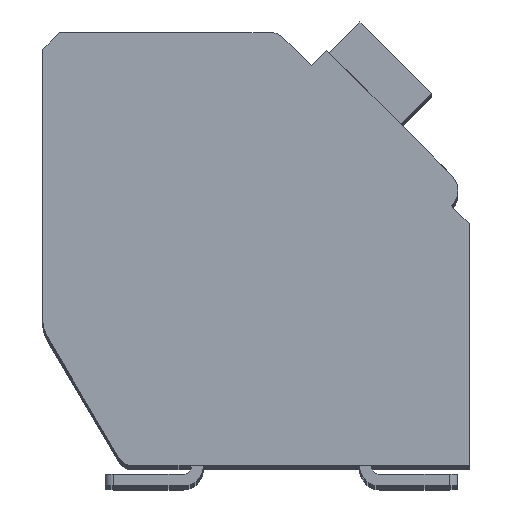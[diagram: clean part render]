
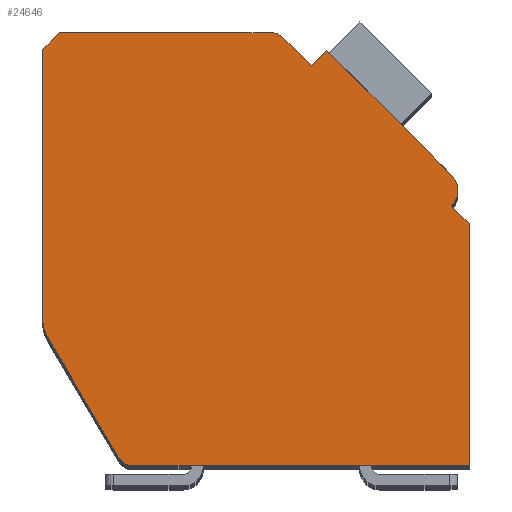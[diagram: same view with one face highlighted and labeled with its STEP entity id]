
A CAD part, top view. The second image highlights one B-rep face of the part: STEP entity #24646.
In plain terms, the highlighted planar face has unit normal (0, 0, 1).
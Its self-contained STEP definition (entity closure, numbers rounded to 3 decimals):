
#499=DIRECTION('',(0.,-1.,0.));
#500=VECTOR('',#499,8.053);
#501=CARTESIAN_POINT('',(-12.7,12.4,2.1));
#502=LINE('',#501,#500);
#503=DIRECTION('',(-0.707,-0.707,0.));
#504=VECTOR('',#503,0.707);
#505=CARTESIAN_POINT('',(-12.2,12.9,2.1));
#506=LINE('',#505,#504);
#507=DIRECTION('',(-1.,0.,0.));
#508=VECTOR('',#507,6.298);
#509=CARTESIAN_POINT('',(-5.902,12.9,2.1));
#510=LINE('',#509,#508);
#511=CARTESIAN_POINT('',(-5.902,12.4,2.1));
#512=DIRECTION('',(0.,0.,1.));
#513=DIRECTION('',(0.707,0.707,0.));
#514=AXIS2_PLACEMENT_3D('',#511,#512,#513);
#516=DIRECTION('',(-0.707,0.707,0.));
#517=VECTOR('',#516,1.197);
#518=CARTESIAN_POINT('',(-4.702,11.907,2.1));
#519=LINE('',#518,#517);
#520=DIRECTION('',(-0.707,-0.707,0.));
#521=VECTOR('',#520,0.65);
#522=CARTESIAN_POINT('',(-4.243,12.367,2.1));
#523=LINE('',#522,#521);
#524=DIRECTION('',(-0.707,0.707,0.));
#525=VECTOR('',#524,5.25);
#526=CARTESIAN_POINT('',(-0.53,8.655,2.1));
#527=LINE('',#526,#525);
#528=CARTESIAN_POINT('',(-0.99,8.195,2.1));
#529=DIRECTION('',(0.,0.,1.));
#530=DIRECTION('',(0.707,-0.707,0.));
#531=AXIS2_PLACEMENT_3D('',#528,#529,#530);
#533=DIRECTION('',(-0.707,0.707,0.));
#534=VECTOR('',#533,0.75);
#535=CARTESIAN_POINT('',(0.,7.205,2.1));
#536=LINE('',#535,#534);
#537=DIRECTION('',(0.,1.,0.));
#538=VECTOR('',#537,7.205);
#539=CARTESIAN_POINT('',(0.,0.,2.1));
#540=LINE('',#539,#538);
#541=DIRECTION('',(1.,0.,0.));
#542=VECTOR('',#541,10.014);
#543=CARTESIAN_POINT('',(-10.014,0.,2.1));
#544=LINE('',#543,#542);
#545=CARTESIAN_POINT('',(-10.014,0.5,2.1));
#546=DIRECTION('',(0.,0.,1.));
#547=DIRECTION('',(-0.862,-0.508,0.));
#548=AXIS2_PLACEMENT_3D('',#545,#546,#547);
#550=DIRECTION('',(0.508,-0.862,0.));
#551=VECTOR('',#550,4.17);
#552=CARTESIAN_POINT('',(-12.562,3.839,2.1));
#553=LINE('',#552,#551);
#554=CARTESIAN_POINT('',(-11.7,4.347,2.1));
#555=DIRECTION('',(0.,0.,1.));
#556=DIRECTION('',(-1.,0.,0.));
#557=AXIS2_PLACEMENT_3D('',#554,#555,#556);
#18552=CARTESIAN_POINT('',(-12.7,12.4,2.1));
#18553=CARTESIAN_POINT('',(-12.7,4.347,2.1));
#18554=VERTEX_POINT('',#18552);
#18555=VERTEX_POINT('',#18553);
#18556=CARTESIAN_POINT('',(-12.562,3.839,2.1));
#18557=VERTEX_POINT('',#18556);
#18558=CARTESIAN_POINT('',(-10.445,0.246,2.1));
#18559=VERTEX_POINT('',#18558);
#18560=CARTESIAN_POINT('',(-10.014,0.,2.1));
#18561=VERTEX_POINT('',#18560);
#18562=CARTESIAN_POINT('',(0.,0.,2.1));
#18563=VERTEX_POINT('',#18562);
#18564=CARTESIAN_POINT('',(0.,7.205,2.1));
#18565=VERTEX_POINT('',#18564);
#18566=CARTESIAN_POINT('',(-0.53,7.735,2.1));
#18567=VERTEX_POINT('',#18566);
#18568=CARTESIAN_POINT('',(-0.53,8.655,2.1));
#18569=VERTEX_POINT('',#18568);
#18570=CARTESIAN_POINT('',(-4.243,12.367,2.1));
#18571=VERTEX_POINT('',#18570);
#18572=CARTESIAN_POINT('',(-4.702,11.907,2.1));
#18573=VERTEX_POINT('',#18572);
#18574=CARTESIAN_POINT('',(-5.548,12.754,2.1));
#18575=VERTEX_POINT('',#18574);
#18576=CARTESIAN_POINT('',(-5.902,12.9,2.1));
#18577=VERTEX_POINT('',#18576);
#18578=CARTESIAN_POINT('',(-12.2,12.9,2.1));
#18579=VERTEX_POINT('',#18578);
#24613=CARTESIAN_POINT('',(0.,0.,2.1));
#24614=DIRECTION('',(0.,0.,1.));
#24615=DIRECTION('',(1.,0.,0.));
#24616=AXIS2_PLACEMENT_3D('',#24613,#24614,#24615);
#24617=PLANE('',#24616);
#24618=ORIENTED_EDGE('',*,*,#24139,.F.);
#24620=ORIENTED_EDGE('',*,*,#24619,.F.);
#24622=ORIENTED_EDGE('',*,*,#24621,.F.);
#24624=ORIENTED_EDGE('',*,*,#24623,.F.);
#24626=ORIENTED_EDGE('',*,*,#24625,.F.);
#24628=ORIENTED_EDGE('',*,*,#24627,.F.);
#24630=ORIENTED_EDGE('',*,*,#24629,.F.);
#24632=ORIENTED_EDGE('',*,*,#24631,.F.);
#24634=ORIENTED_EDGE('',*,*,#24633,.F.);
#24636=ORIENTED_EDGE('',*,*,#24635,.F.);
#24638=ORIENTED_EDGE('',*,*,#24637,.F.);
#24640=ORIENTED_EDGE('',*,*,#24639,.F.);
#24642=ORIENTED_EDGE('',*,*,#24641,.F.);
#24643=ORIENTED_EDGE('',*,*,#24321,.F.);
#24644=EDGE_LOOP('',(#24618,#24620,#24622,#24624,#24626,#24628,#24630,#24632,
#24634,#24636,#24638,#24640,#24642,#24643));
#24645=FACE_OUTER_BOUND('',#24644,.F.);
#515=CIRCLE('',#514,0.5);
#532=CIRCLE('',#531,0.65);
#549=CIRCLE('',#548,0.5);
#558=CIRCLE('',#557,1.);
#24139=EDGE_CURVE('',#18554,#18555,#502,.T.);
#24321=EDGE_CURVE('',#18555,#18557,#558,.T.);
#24619=EDGE_CURVE('',#18579,#18554,#506,.T.);
#24621=EDGE_CURVE('',#18577,#18579,#510,.T.);
#24623=EDGE_CURVE('',#18575,#18577,#515,.T.);
#24625=EDGE_CURVE('',#18573,#18575,#519,.T.);
#24627=EDGE_CURVE('',#18571,#18573,#523,.T.);
#24629=EDGE_CURVE('',#18569,#18571,#527,.T.);
#24631=EDGE_CURVE('',#18567,#18569,#532,.T.);
#24633=EDGE_CURVE('',#18565,#18567,#536,.T.);
#24635=EDGE_CURVE('',#18563,#18565,#540,.T.);
#24637=EDGE_CURVE('',#18561,#18563,#544,.T.);
#24639=EDGE_CURVE('',#18559,#18561,#549,.T.);
#24641=EDGE_CURVE('',#18557,#18559,#553,.T.);
#24646=ADVANCED_FACE('',(#24645),#24617,.T.);
